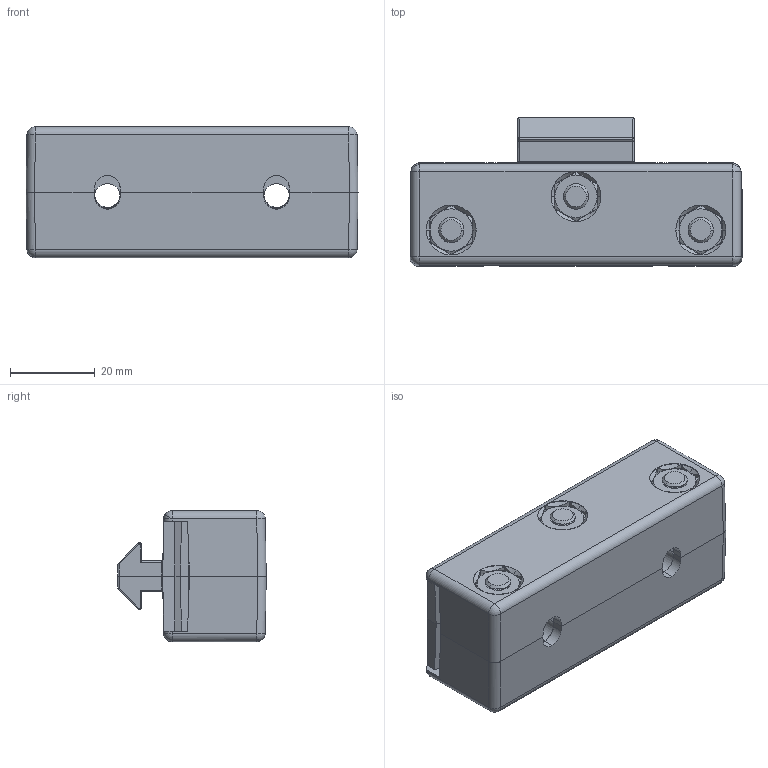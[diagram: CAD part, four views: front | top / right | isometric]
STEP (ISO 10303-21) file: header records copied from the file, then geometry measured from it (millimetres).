
FILE_DESCRIPTION (( 'STEP AP203' ), '1' );
FILE_NAME ('208520020_C_1.STEP', '2022-09-07T15:13:56', ( '' ), ( '' ), 'SwSTEP 2.0', 'SolidWorks 2014', '' );
FILE_SCHEMA (( 'CONFIG_CONTROL_DESIGN' ));
Length unit declared in the file: millimetre
Products named in the file (1): 208520020_C_1
Bounding box: 78.5 x 35.1 x 31.1 mm (x, y, z)
Volume: 39146.2 mm3; surface area: 35200.8 mm2
Topology: 10 solids, 10 shells, 1283 faces, 3197 edges, 1952 vertices
Faces by surface type: plane 405, cone 378, torus 259, cylinder 182, bspline 48, sphere 11
Entity records: 39415 total; most frequent: CARTESIAN_POINT 9164, DIRECTION 6494, ORIENTED_EDGE 6370, EDGE_CURVE 3185, AXIS2_PLACEMENT_3D 2518, VERTEX_POINT 1948, LINE 1458, VECTOR 1458
